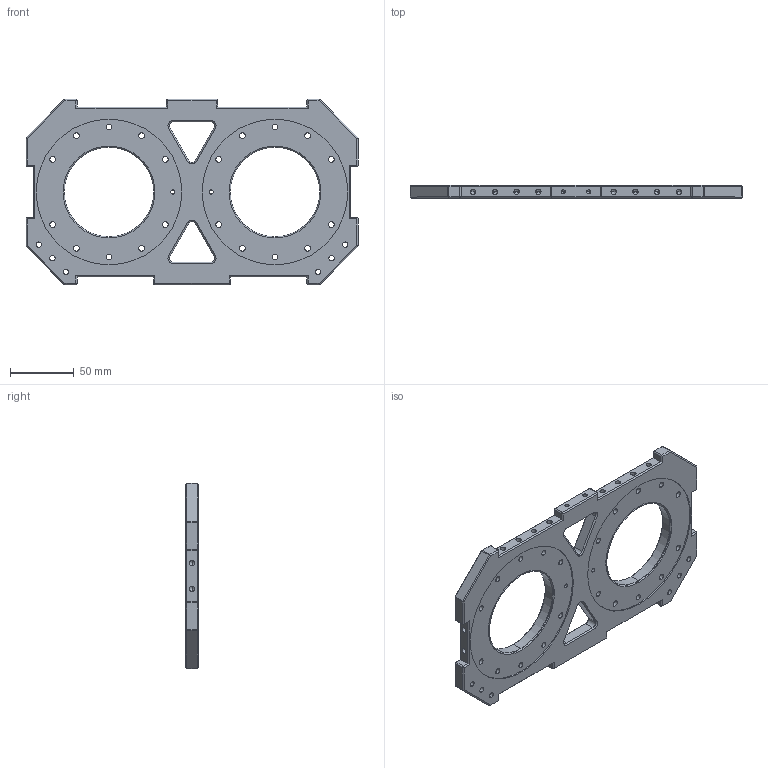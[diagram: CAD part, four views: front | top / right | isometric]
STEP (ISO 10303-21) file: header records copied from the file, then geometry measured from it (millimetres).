
FILE_DESCRIPTION (( 'STEP AP203' ), '1' );
FILE_NAME ('motor2body1v2.STEP', '2024-10-28T11:38:42', ( '' ), ( '' ), 'SwSTEP 2.0', 'SolidWorks 2021', '' );
FILE_SCHEMA (( 'CONFIG_CONTROL_DESIGN' ));
Length unit declared in the file: millimetre
Products named in the file (1): motor2body1v2
Bounding box: 260 x 10 x 145 mm (x, y, z)
Volume: 224032.6 mm3; surface area: 70428.1 mm2
Topology: 1 solids, 1 shells, 415 faces, 1004 edges, 549 vertices
Faces by surface type: cylinder 175, plane 138, cone 102
Entity records: 11622 total; most frequent: DIRECTION 2119, CARTESIAN_POINT 1973, ORIENTED_EDGE 1848, EDGE_CURVE 924, AXIS2_PLACEMENT_3D 787, VERTEX_POINT 549, VECTOR 545, LINE 545
